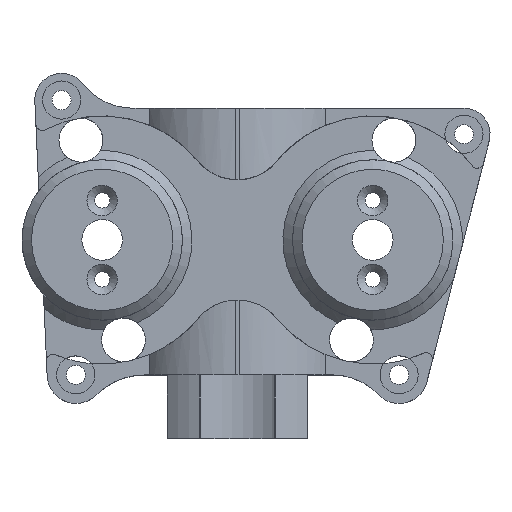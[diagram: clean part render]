
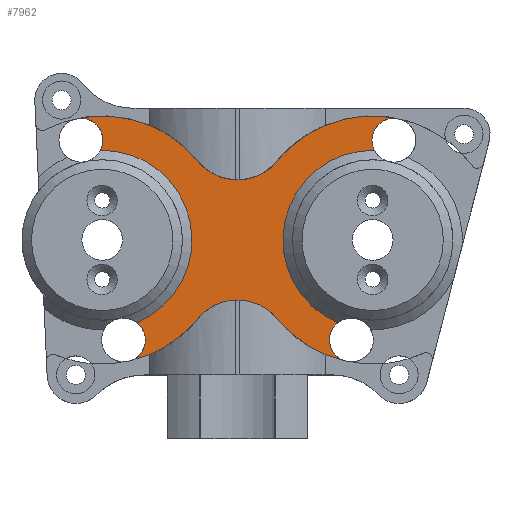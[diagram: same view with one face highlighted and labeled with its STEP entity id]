
A CAD part, top view. The second image highlights one B-rep face of the part: STEP entity #7962.
In plain terms, the highlighted planar face has unit normal (0, 0, 1).
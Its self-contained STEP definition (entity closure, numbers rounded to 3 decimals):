
#448=PLANE('',#8326);
#851=FACE_OUTER_BOUND('',#1312,.T.);
#1312=EDGE_LOOP('',(#7344,#7345,#7346,#7347,#7348,#7349,#7350,#7351,#7352,
#7353,#7354,#7355,#7356,#7357));
#2999=CIRCLE('',#8176,14.1);
#3000=CIRCLE('',#8178,14.1);
#3010=CIRCLE('',#8205,19.5);
#3011=CIRCLE('',#8207,8.);
#3014=CIRCLE('',#8211,19.5);
#3021=CIRCLE('',#8221,19.5);
#3023=CIRCLE('',#8224,8.);
#3025=CIRCLE('',#8227,19.5);
#3067=CIRCLE('',#8300,3.45);
#3071=CIRCLE('',#8308,3.45);
#3072=CIRCLE('',#8309,3.45);
#3074=CIRCLE('',#8312,3.45);
#3078=CIRCLE('',#8320,3.45);
#3080=CIRCLE('',#8322,3.45);
#3694=VERTEX_POINT('',#14999);
#3697=VERTEX_POINT('',#15010);
#3698=VERTEX_POINT('',#15019);
#3699=VERTEX_POINT('',#15030);
#3700=VERTEX_POINT('',#15039);
#3752=VERTEX_POINT('',#15655);
#3753=VERTEX_POINT('',#15660);
#3758=VERTEX_POINT('',#15681);
#3800=VERTEX_POINT('',#16220);
#3801=VERTEX_POINT('',#16222);
#3803=VERTEX_POINT('',#16228);
#3805=VERTEX_POINT('',#16234);
#3882=VERTEX_POINT('',#16625);
#3886=VERTEX_POINT('',#16645);
#4773=EDGE_CURVE('',#3697,#3698,#2999,.T.);
#4776=EDGE_CURVE('',#3699,#3700,#3000,.T.);
#4859=EDGE_CURVE('',#3694,#3752,#3010,.T.);
#4862=EDGE_CURVE('',#3752,#3753,#3011,.T.);
#4868=EDGE_CURVE('',#3753,#3758,#3014,.T.);
#4927=EDGE_CURVE('',#3801,#3800,#3021,.T.);
#4931=EDGE_CURVE('',#3800,#3803,#3023,.T.);
#4934=EDGE_CURVE('',#3803,#3805,#3025,.T.);
#5050=EDGE_CURVE('',#3699,#3801,#3067,.T.);
#5057=EDGE_CURVE('',#3697,#3882,#3071,.T.);
#5058=EDGE_CURVE('',#3882,#3694,#3072,.T.);
#5061=EDGE_CURVE('',#3758,#3700,#3074,.T.);
#5068=EDGE_CURVE('',#3805,#3886,#3078,.T.);
#5070=EDGE_CURVE('',#3886,#3698,#3080,.T.);
#7344=ORIENTED_EDGE('',*,*,#4773,.F.);
#7345=ORIENTED_EDGE('',*,*,#5057,.T.);
#7346=ORIENTED_EDGE('',*,*,#5058,.T.);
#7347=ORIENTED_EDGE('',*,*,#4859,.T.);
#7348=ORIENTED_EDGE('',*,*,#4862,.T.);
#7349=ORIENTED_EDGE('',*,*,#4868,.T.);
#7350=ORIENTED_EDGE('',*,*,#5061,.T.);
#7351=ORIENTED_EDGE('',*,*,#4776,.F.);
#7352=ORIENTED_EDGE('',*,*,#5050,.T.);
#7353=ORIENTED_EDGE('',*,*,#4927,.T.);
#7354=ORIENTED_EDGE('',*,*,#4931,.T.);
#7355=ORIENTED_EDGE('',*,*,#4934,.T.);
#7356=ORIENTED_EDGE('',*,*,#5068,.T.);
#7357=ORIENTED_EDGE('',*,*,#5070,.T.);
#7962=ADVANCED_FACE('',(#851),#448,.T.);
#8176=AXIS2_PLACEMENT_3D('',#15020,#9079,#9080);
#8178=AXIS2_PLACEMENT_3D('',#15040,#9083,#9084);
#8205=AXIS2_PLACEMENT_3D('',#15657,#9171,#9172);
#8207=AXIS2_PLACEMENT_3D('',#15662,#9177,#9178);
#8211=AXIS2_PLACEMENT_3D('',#15683,#9187,#9188);
#8221=AXIS2_PLACEMENT_3D('',#16223,#9228,#9229);
#8224=AXIS2_PLACEMENT_3D('',#16230,#9236,#9237);
#8227=AXIS2_PLACEMENT_3D('',#16236,#9243,#9244);
#8300=AXIS2_PLACEMENT_3D('',#16613,#9454,#9455);
#8308=AXIS2_PLACEMENT_3D('',#16627,#9473,#9474);
#8309=AXIS2_PLACEMENT_3D('',#16628,#9475,#9476);
#8312=AXIS2_PLACEMENT_3D('',#16633,#9482,#9483);
#8320=AXIS2_PLACEMENT_3D('',#16647,#9501,#9502);
#8322=AXIS2_PLACEMENT_3D('',#16649,#9505,#9506);
#8326=AXIS2_PLACEMENT_3D('',#16654,#9514,#9515);
#9079=DIRECTION('center_axis',(0.,0.,1.));
#9080=DIRECTION('ref_axis',(-1.,0.,0.));
#9083=DIRECTION('center_axis',(0.,0.,1.));
#9084=DIRECTION('ref_axis',(1.,0.,0.));
#9171=DIRECTION('center_axis',(0.,0.,1.));
#9172=DIRECTION('ref_axis',(1.,0.,0.));
#9177=DIRECTION('center_axis',(0.,0.,-1.));
#9178=DIRECTION('ref_axis',(-0.773,-0.635,0.));
#9187=DIRECTION('center_axis',(0.,0.,1.));
#9188=DIRECTION('ref_axis',(1.,0.,0.));
#9228=DIRECTION('center_axis',(0.,0.,1.));
#9229=DIRECTION('ref_axis',(1.,0.,0.));
#9236=DIRECTION('center_axis',(0.,0.,-1.));
#9237=DIRECTION('ref_axis',(0.773,0.635,0.));
#9243=DIRECTION('center_axis',(0.,0.,1.));
#9244=DIRECTION('ref_axis',(1.,0.,0.));
#9454=DIRECTION('center_axis',(0.,0.,-1.));
#9455=DIRECTION('ref_axis',(1.,0.,0.));
#9473=DIRECTION('center_axis',(0.,0.,-1.));
#9474=DIRECTION('ref_axis',(1.,0.,0.));
#9475=DIRECTION('center_axis',(0.,0.,-1.));
#9476=DIRECTION('ref_axis',(1.,0.,0.));
#9482=DIRECTION('center_axis',(0.,0.,-1.));
#9483=DIRECTION('ref_axis',(1.,0.,0.));
#9501=DIRECTION('center_axis',(0.,0.,-1.));
#9502=DIRECTION('ref_axis',(1.,0.,0.));
#9505=DIRECTION('center_axis',(0.,0.,-1.));
#9506=DIRECTION('ref_axis',(1.,0.,0.));
#9514=DIRECTION('center_axis',(0.,0.,1.));
#9515=DIRECTION('ref_axis',(1.,0.,0.));
#14999=CARTESIAN_POINT('',(25.304,19.074,4.));
#15010=CARTESIAN_POINT('',(21.532,14.097,4.));
#15019=CARTESIAN_POINT('',(15.773,-12.993,4.));
#15020=CARTESIAN_POINT('Origin',(21.25,0.,4.));
#15030=CARTESIAN_POINT('',(-15.773,-12.993,4.));
#15039=CARTESIAN_POINT('',(-21.532,14.097,4.));
#15040=CARTESIAN_POINT('Origin',(-21.25,0.,4.));
#15655=CARTESIAN_POINT('',(6.182,12.377,4.));
#15657=CARTESIAN_POINT('Origin',(21.25,0.,4.));
#15660=CARTESIAN_POINT('',(-6.182,12.377,4.));
#15662=CARTESIAN_POINT('Origin',(0.,17.455,
4.));
#15681=CARTESIAN_POINT('',(-25.304,19.074,4.));
#15683=CARTESIAN_POINT('Origin',(-21.25,0.,4.));
#16220=CARTESIAN_POINT('',(-6.182,-12.377,4.));
#16222=CARTESIAN_POINT('',(-17.196,-19.074,4.));
#16223=CARTESIAN_POINT('Origin',(-21.25,0.,4.));
#16228=CARTESIAN_POINT('',(6.182,-12.377,4.));
#16230=CARTESIAN_POINT('Origin',(0.,-17.455,
4.));
#16234=CARTESIAN_POINT('',(17.196,-19.074,4.));
#16236=CARTESIAN_POINT('Origin',(21.25,0.,4.));
#16613=CARTESIAN_POINT('Origin',(-17.913,-15.699,4.));
#16625=CARTESIAN_POINT('',(21.137,15.699,4.));
#16627=CARTESIAN_POINT('Origin',(24.587,15.699,4.));
#16628=CARTESIAN_POINT('Origin',(24.587,15.699,4.));
#16633=CARTESIAN_POINT('Origin',(-24.587,15.699,4.));
#16645=CARTESIAN_POINT('',(14.463,-15.699,4.));
#16647=CARTESIAN_POINT('Origin',(17.913,-15.699,4.));
#16649=CARTESIAN_POINT('Origin',(17.913,-15.699,4.));
#16654=CARTESIAN_POINT('Origin',(-24.587,15.699,4.));
